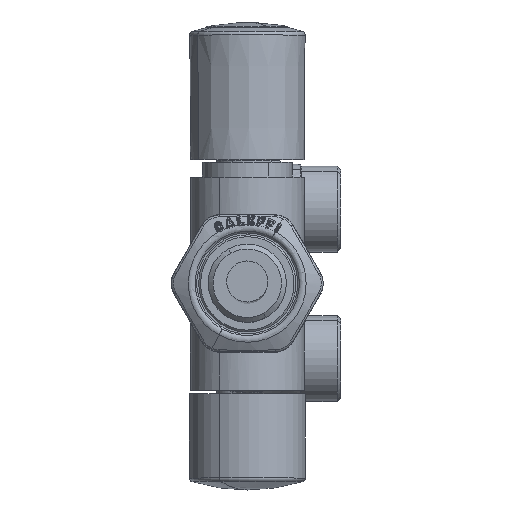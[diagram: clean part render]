
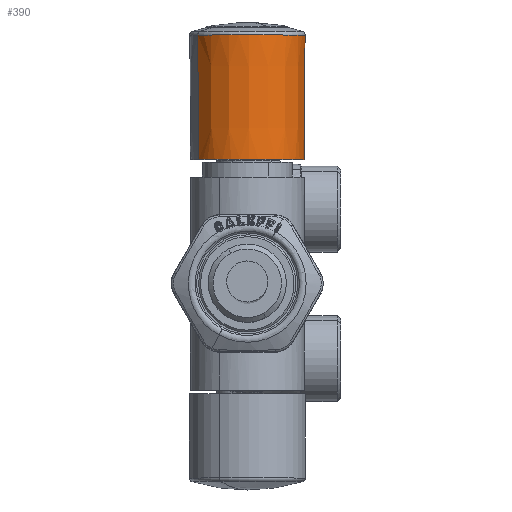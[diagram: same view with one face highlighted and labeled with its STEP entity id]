
A CAD part, top view. The second image highlights one B-rep face of the part: STEP entity #390.
In plain terms, the highlighted conical face has half-angle 0.337 degrees and reference radius 15.296 mm.
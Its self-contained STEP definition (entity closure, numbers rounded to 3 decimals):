
#216=CARTESIAN_POINT('Control Point',(13.066,33.2,-7.961)) ;
#217=CARTESIAN_POINT('Control Point',(13.327,33.2,-7.533)) ;
#218=CARTESIAN_POINT('Control Point',(13.566,33.2,-7.093)) ;
#219=CARTESIAN_POINT('Control Point',(14.001,33.2,-6.19)) ;
#220=CARTESIAN_POINT('Control Point',(14.196,33.2,-5.729)) ;
#221=CARTESIAN_POINT('Control Point',(14.54,33.2,-4.788)) ;
#222=CARTESIAN_POINT('Control Point',(14.689,33.2,-4.31)) ;
#223=CARTESIAN_POINT('Control Point',(14.939,33.2,-3.34)) ;
#224=CARTESIAN_POINT('Control Point',(15.041,33.2,-2.849)) ;
#225=CARTESIAN_POINT('Control Point',(15.195,33.2,-1.86)) ;
#226=CARTESIAN_POINT('Control Point',(15.248,33.2,-1.361)) ;
#227=CARTESIAN_POINT('Control Point',(15.304,33.2,-0.361)) ;
#228=CARTESIAN_POINT('Control Point',(15.308,33.2,0.14)) ;
#229=CARTESIAN_POINT('Control Point',(15.266,33.2,1.14)) ;
#230=CARTESIAN_POINT('Control Point',(15.22,33.2,1.64)) ;
#231=CARTESIAN_POINT('Control Point',(15.08,33.2,2.631)) ;
#232=CARTESIAN_POINT('Control Point',(14.986,33.2,3.124)) ;
#233=CARTESIAN_POINT('Control Point',(14.75,33.2,4.097)) ;
#234=CARTESIAN_POINT('Control Point',(14.608,33.2,4.577)) ;
#235=CARTESIAN_POINT('Control Point',(14.277,33.2,5.523)) ;
#236=CARTESIAN_POINT('Control Point',(14.089,33.2,5.987)) ;
#237=CARTESIAN_POINT('Control Point',(13.667,33.2,6.895)) ;
#238=CARTESIAN_POINT('Control Point',(13.434,33.2,7.339)) ;
#239=CARTESIAN_POINT('Control Point',(12.926,33.2,8.202)) ;
#240=CARTESIAN_POINT('Control Point',(12.65,33.2,8.621)) ;
#241=CARTESIAN_POINT('Control Point',(12.059,33.2,9.429)) ;
#242=CARTESIAN_POINT('Control Point',(11.744,33.2,9.819)) ;
#243=CARTESIAN_POINT('Control Point',(11.077,33.2,10.566)) ;
#244=CARTESIAN_POINT('Control Point',(10.725,33.2,10.923)) ;
#245=CARTESIAN_POINT('Control Point',(9.988,33.2,11.601)) ;
#246=CARTESIAN_POINT('Control Point',(9.603,33.2,11.922)) ;
#247=CARTESIAN_POINT('Control Point',(8.803,33.2,12.524)) ;
#248=CARTESIAN_POINT('Control Point',(8.388,33.2,12.805)) ;
#249=CARTESIAN_POINT('Control Point',(7.533,33.2,13.326)) ;
#250=CARTESIAN_POINT('Control Point',(7.093,33.2,13.566)) ;
#251=CARTESIAN_POINT('Control Point',(6.19,33.2,14.001)) ;
#252=CARTESIAN_POINT('Control Point',(5.729,33.2,14.196)) ;
#253=CARTESIAN_POINT('Control Point',(4.788,33.2,14.54)) ;
#254=CARTESIAN_POINT('Control Point',(4.31,33.2,14.689)) ;
#255=CARTESIAN_POINT('Control Point',(3.34,33.2,14.939)) ;
#256=CARTESIAN_POINT('Control Point',(2.849,33.2,15.041)) ;
#257=CARTESIAN_POINT('Control Point',(1.86,33.2,15.195)) ;
#258=CARTESIAN_POINT('Control Point',(1.361,33.2,15.248)) ;
#259=CARTESIAN_POINT('Control Point',(0.361,33.2,15.304)) ;
#260=CARTESIAN_POINT('Control Point',(-0.14,33.2,15.308)) ;
#261=CARTESIAN_POINT('Control Point',(-1.14,33.2,15.266)) ;
#262=CARTESIAN_POINT('Control Point',(-1.64,33.2,15.22)) ;
#263=CARTESIAN_POINT('Control Point',(-2.631,33.2,15.08)) ;
#264=CARTESIAN_POINT('Control Point',(-3.124,33.2,14.986)) ;
#265=CARTESIAN_POINT('Control Point',(-4.097,33.2,14.75)) ;
#266=CARTESIAN_POINT('Control Point',(-4.577,33.2,14.608)) ;
#267=CARTESIAN_POINT('Control Point',(-5.523,33.2,14.277)) ;
#268=CARTESIAN_POINT('Control Point',(-5.987,33.2,14.089)) ;
#269=CARTESIAN_POINT('Control Point',(-6.895,33.2,13.667)) ;
#270=CARTESIAN_POINT('Control Point',(-7.339,33.2,13.434)) ;
#271=CARTESIAN_POINT('Control Point',(-8.202,33.2,12.926)) ;
#272=CARTESIAN_POINT('Control Point',(-8.621,33.2,12.65)) ;
#273=CARTESIAN_POINT('Control Point',(-9.429,33.2,12.059)) ;
#274=CARTESIAN_POINT('Control Point',(-9.819,33.2,11.744)) ;
#275=CARTESIAN_POINT('Control Point',(-10.566,33.2,11.077)) ;
#276=CARTESIAN_POINT('Control Point',(-10.923,33.2,10.725)) ;
#277=CARTESIAN_POINT('Control Point',(-11.601,33.2,9.988)) ;
#278=CARTESIAN_POINT('Control Point',(-11.922,33.2,9.603)) ;
#279=CARTESIAN_POINT('Control Point',(-12.524,33.2,8.803)) ;
#280=CARTESIAN_POINT('Control Point',(-12.806,33.2,8.388)) ;
#281=CARTESIAN_POINT('Control Point',(-13.066,33.2,7.961)) ;
#282=CARTESIAN_POINT('Vertex',(13.066,33.2,-7.961)) ;
#284=CARTESIAN_POINT('Vertex',(-13.066,33.2,7.961)) ;
#360=CARTESIAN_POINT('Axis2P3D Location',(0.,32.534,0.)) ;
#365=CARTESIAN_POINT('Line Origine',(-15.572,532.525,9.487)) ;
#369=CARTESIAN_POINT('Vertex',(-13.233,66.501,8.062)) ;
#372=CARTESIAN_POINT('Axis2P3D Location',(0.,66.501,0.)) ;
#376=CARTESIAN_POINT('Vertex',(13.233,66.501,-8.062)) ;
#379=CARTESIAN_POINT('Line Origine',(15.572,532.525,-9.487)) ;
#361=DIRECTION('Axis2P3D Direction',(0.,1.,0.)) ;
#362=DIRECTION('Axis2P3D XDirection',(-0.52,0.,-0.854)) ;
#366=DIRECTION('Vector Direction',(-0.005,1.,0.003)) ;
#373=DIRECTION('Axis2P3D Direction',(0.,1.,0.)) ;
#380=DIRECTION('Vector Direction',(0.005,1.,-0.003)) ;
#363=AXIS2_PLACEMENT_3D('Cone Axis2P3D',#360,#361,#362) ;
#374=AXIS2_PLACEMENT_3D('Circle Axis2P3D',#372,#373,$) ;
#385=ORIENTED_EDGE('',*,*,#371,.T.) ;
#386=ORIENTED_EDGE('',*,*,#378,.F.) ;
#387=ORIENTED_EDGE('',*,*,#383,.T.) ;
#388=ORIENTED_EDGE('',*,*,#286,.T.) ;
#367=VECTOR('Line Direction',#366,1.) ;
#381=VECTOR('Line Direction',#380,1.) ;
#390=ADVANCED_FACE('Sheet.2',(#389),#364,.F.) ;
#215=B_SPLINE_CURVE_WITH_KNOTS('',3,(#216,#217,#218,#219,#220,#221,#222,#223,#224,#225,#226,#227,#228,#229,#230,#231,#232,#233,#234,#235,#236,#237,#238,#239,#240,#241,#242,#243,#244,#245,#246,#247,#248,#249,#250,#251,#252,#253,#254,#255,#256,#257,#258,#259,#260,#261,#262,#263,#264,#265,#266,#267,#268,#269,#270,#271,#272,#273,#274,#275,#276,#277,#278,#279,#280,#281),.UNSPECIFIED.,.F.,.U.,(4,2,2,2,2,2,2,2,2,2,2,2,2,2,2,2,2,2,2,2,2,2,2,2,2,2,2,2,2,2,2,2,4),(0.,1.501,3.003,4.504,6.006,7.507,9.009,10.51,12.012,13.513,15.015,16.516,18.018,19.519,21.021,22.522,24.024,25.525,27.026,28.528,30.029,31.531,33.032,34.534,36.035,37.537,39.038,40.54,42.041,43.543,45.044,46.546,48.047),.UNSPECIFIED.) ;
#375=CIRCLE('generated circle',#374,15.496) ;
#364=CONICAL_SURFACE('Cone',#363,15.296,0.006) ;
#286=EDGE_CURVE('',#283,#285,#215,.T.) ;
#371=EDGE_CURVE('',#285,#370,#368,.T.) ;
#378=EDGE_CURVE('',#377,#370,#375,.F.) ;
#383=EDGE_CURVE('',#377,#283,#382,.F.) ;
#384=EDGE_LOOP('',(#385,#386,#387,#388)) ;
#389=FACE_OUTER_BOUND('',#384,.T.) ;
#368=LINE('Line',#365,#367) ;
#382=LINE('Line',#379,#381) ;
#283=VERTEX_POINT('',#282) ;
#285=VERTEX_POINT('',#284) ;
#370=VERTEX_POINT('',#369) ;
#377=VERTEX_POINT('',#376) ;
